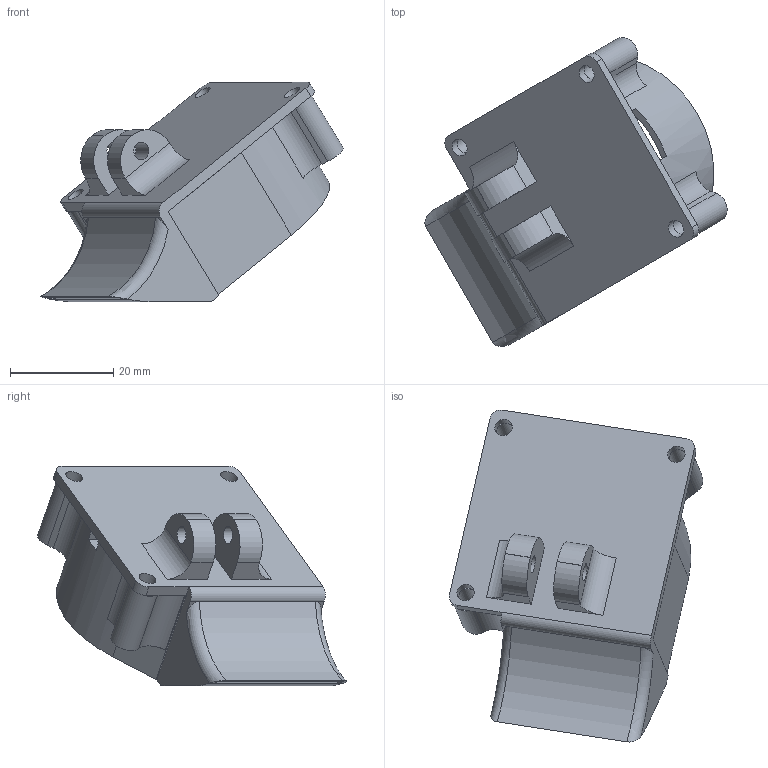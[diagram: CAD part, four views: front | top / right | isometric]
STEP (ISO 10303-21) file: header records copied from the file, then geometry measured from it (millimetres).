
FILE_DESCRIPTION(('FreeCAD Model'),'2;1');
FILE_NAME( 'Layer_Fan+Mount.step', '2017-01-26T19:15:22',('Ax Smith-Laffin'),('AxMod Box Mods Limited'), 'Open CASCADE STEP processor 6.8','FreeCAD','Unknown');
FILE_SCHEMA(('AUTOMOTIVE_DESIGN_CC2 { 1 2 10303 214 -1 1 5 4 }'));
Length unit declared in the file: millimetre
Products named in the file (3): ASSEMBLY; Layer_Fan; Blower_Fan
Assembly tree (2 placements, depth 2):
  ASSEMBLY
    Layer_Fan
    Blower_Fan
Bounding box: 58.65 x 59.85 x 42.61 mm (x, y, z)
Volume: 11926.8 mm3; surface area: 16775.7 mm2
Topology: 2 solids, 2 shells, 135 faces, 412 edges, 282 vertices
Faces by surface type: plane 77, cylinder 56, torus 2
Full cylindrical faces by diameter (mm): 3.4 x8, 19.6 x1, 27.495 x1
Entity records: 15734 total; most frequent: CARTESIAN_POINT 7794, DIRECTION 1397, ORIENTED_EDGE 824, PCURVE 824, DEFINITIONAL_REPRESENTATION 824, LINE 729, VECTOR 729, EDGE_CURVE 412
